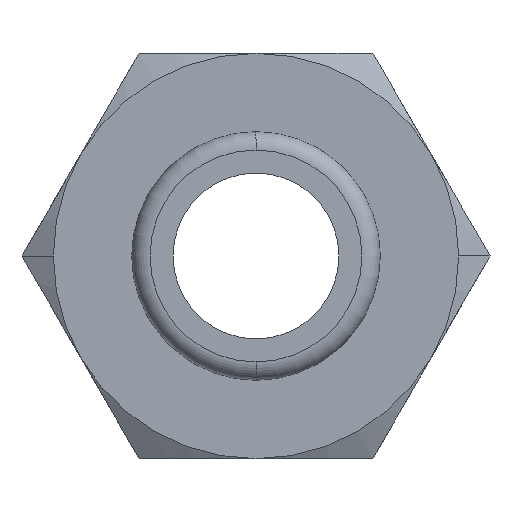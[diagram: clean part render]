
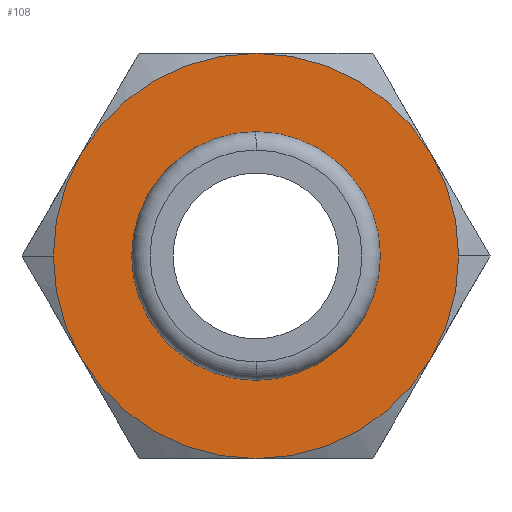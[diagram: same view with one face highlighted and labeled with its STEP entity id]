
A CAD part, front view. The second image highlights one B-rep face of the part: STEP entity #108.
In plain terms, the highlighted planar face has unit normal (0, -1, 0).
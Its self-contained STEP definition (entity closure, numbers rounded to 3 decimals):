
#108=ADVANCED_FACE('',(#235,#236),#237,.T.);
#235=FACE_OUTER_BOUND('',#378,.T.);
#236=FACE_BOUND('',#379,.T.);
#237=PLANE('',#380);
#378=EDGE_LOOP('',(#621,#622,#623,#624,#625,#626,#627,#628));
#379=EDGE_LOOP('',(#629,#630));
#380=AXIS2_PLACEMENT_3D('',#631,#632,#633);
#621=ORIENTED_EDGE('',*,*,#907,.F.);
#622=ORIENTED_EDGE('',*,*,#830,.F.);
#623=ORIENTED_EDGE('',*,*,#908,.F.);
#624=ORIENTED_EDGE('',*,*,#909,.F.);
#625=ORIENTED_EDGE('',*,*,#910,.F.);
#626=ORIENTED_EDGE('',*,*,#862,.F.);
#627=ORIENTED_EDGE('',*,*,#905,.F.);
#628=ORIENTED_EDGE('',*,*,#911,.F.);
#629=ORIENTED_EDGE('',*,*,#822,.F.);
#630=ORIENTED_EDGE('',*,*,#912,.F.);
#631=CARTESIAN_POINT('',(5.5,15.5,0.0));
#632=DIRECTION('',(-0.0,-1.0,-0.0));
#633=DIRECTION('',(-1.0,0.0,0.0));
#822=EDGE_CURVE('',#963,#959,#965,.T.);
#830=EDGE_CURVE('',#977,#979,#980,.T.);
#862=EDGE_CURVE('',#1030,#1027,#1032,.T.);
#905=EDGE_CURVE('',#1081,#1030,#1094,.T.);
#907=EDGE_CURVE('',#979,#1096,#1097,.T.);
#908=EDGE_CURVE('',#1098,#977,#1099,.T.);
#909=EDGE_CURVE('',#1100,#1098,#1101,.T.);
#910=EDGE_CURVE('',#1027,#1100,#1102,.T.);
#911=EDGE_CURVE('',#1096,#1081,#1103,.T.);
#912=EDGE_CURVE('',#959,#963,#1104,.T.);
#959=VERTEX_POINT('',#1153);
#963=VERTEX_POINT('',#1158);
#965=CIRCLE('',#1161,6.75);
#977=VERTEX_POINT('',#1175);
#979=VERTEX_POINT('',#1188);
#980=CIRCLE('',#1189,11.0);
#1027=VERTEX_POINT('',#1309);
#1030=VERTEX_POINT('',#1323);
#1032=CIRCLE('',#1336,11.0);
#1081=VERTEX_POINT('',#1457);
#1094=CIRCLE('',#1505,11.0);
#1096=VERTEX_POINT('',#1507);
#1097=CIRCLE('',#1508,11.0);
#1098=VERTEX_POINT('',#1509);
#1099=CIRCLE('',#1510,11.0);
#1100=VERTEX_POINT('',#1511);
#1101=CIRCLE('',#1512,11.0);
#1102=CIRCLE('',#1513,11.0);
#1103=CIRCLE('',#1514,11.0);
#1104=CIRCLE('',#1515,6.75);
#1153=CARTESIAN_POINT('',(6.75,15.5,0.));
#1158=CARTESIAN_POINT('',(-6.75,15.5,0.));
#1161=AXIS2_PLACEMENT_3D('',#1640,#1641,#1642);
#1175=CARTESIAN_POINT('',(0.,15.5,11.0));
#1188=CARTESIAN_POINT('',(9.526,15.5,5.5));
#1189=AXIS2_PLACEMENT_3D('',#1651,#1652,#1653);
#1309=CARTESIAN_POINT('',(-9.526,15.5,-5.5));
#1323=CARTESIAN_POINT('',(0.0,15.5,-11.0));
#1336=AXIS2_PLACEMENT_3D('',#1688,#1689,#1690);
#1457=CARTESIAN_POINT('',(9.526,15.5,-5.5));
#1505=AXIS2_PLACEMENT_3D('',#1744,#1745,#1746);
#1507=CARTESIAN_POINT('',(11.0,15.5,0.));
#1508=AXIS2_PLACEMENT_3D('',#1747,#1748,#1749);
#1509=CARTESIAN_POINT('',(-9.526,15.5,5.5));
#1510=AXIS2_PLACEMENT_3D('',#1750,#1751,#1752);
#1511=CARTESIAN_POINT('',(-11.0,15.5,0.));
#1512=AXIS2_PLACEMENT_3D('',#1753,#1754,#1755);
#1513=AXIS2_PLACEMENT_3D('',#1756,#1757,#1758);
#1514=AXIS2_PLACEMENT_3D('',#1759,#1760,#1761);
#1515=AXIS2_PLACEMENT_3D('',#1762,#1763,#1764);
#1640=CARTESIAN_POINT('',(0.0,15.5,0.0));
#1641=DIRECTION('',(0.0,-1.0,0.0));
#1642=DIRECTION('',(1.0,0.0,0.0));
#1651=CARTESIAN_POINT('',(0.0,15.5,0.0));
#1652=DIRECTION('',(-0.0,1.0,0.0));
#1653=DIRECTION('',(1.0,0.0,0.0));
#1688=CARTESIAN_POINT('',(0.0,15.5,0.0));
#1689=DIRECTION('',(-0.0,1.0,0.0));
#1690=DIRECTION('',(1.0,0.0,0.0));
#1744=CARTESIAN_POINT('',(0.0,15.5,0.0));
#1745=DIRECTION('',(-0.0,1.0,0.0));
#1746=DIRECTION('',(1.0,0.0,0.0));
#1747=CARTESIAN_POINT('',(0.0,15.5,0.0));
#1748=DIRECTION('',(-0.0,1.0,0.0));
#1749=DIRECTION('',(1.0,0.0,0.0));
#1750=CARTESIAN_POINT('',(0.0,15.5,0.0));
#1751=DIRECTION('',(-0.0,1.0,0.0));
#1752=DIRECTION('',(1.0,0.0,0.0));
#1753=CARTESIAN_POINT('',(0.0,15.5,0.0));
#1754=DIRECTION('',(-0.0,1.0,0.0));
#1755=DIRECTION('',(1.0,0.0,0.0));
#1756=CARTESIAN_POINT('',(0.0,15.5,0.0));
#1757=DIRECTION('',(-0.0,1.0,0.0));
#1758=DIRECTION('',(1.0,0.0,0.0));
#1759=CARTESIAN_POINT('',(0.0,15.5,0.0));
#1760=DIRECTION('',(-0.0,1.0,0.0));
#1761=DIRECTION('',(1.0,0.0,0.0));
#1762=CARTESIAN_POINT('',(0.0,15.5,0.0));
#1763=DIRECTION('',(0.0,-1.0,0.0));
#1764=DIRECTION('',(1.0,0.0,0.0));
